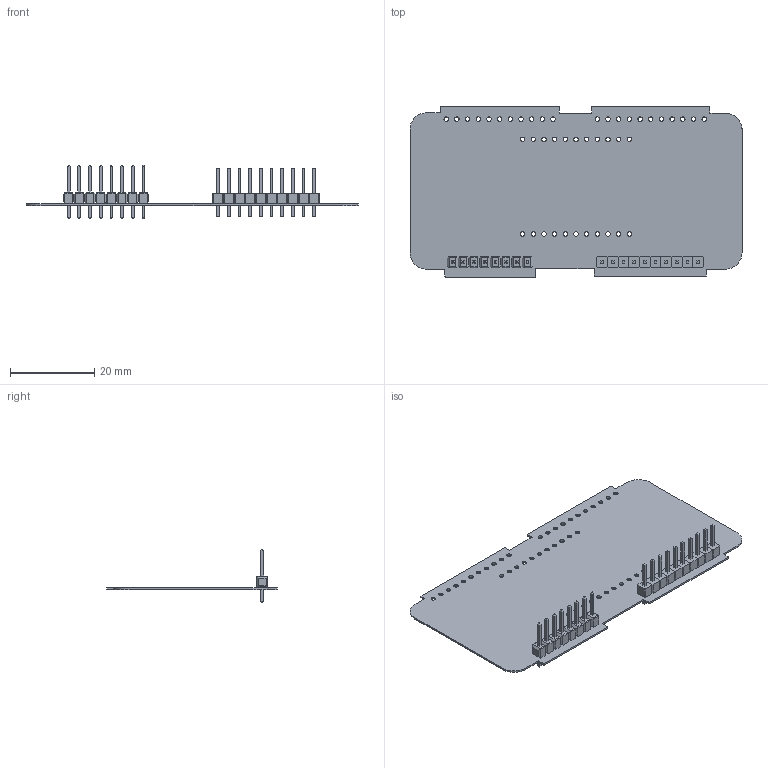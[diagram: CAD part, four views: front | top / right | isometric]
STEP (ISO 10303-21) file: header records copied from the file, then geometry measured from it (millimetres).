
FILE_DESCRIPTION(('Open CASCADE Model'),'2;1');
FILE_NAME('Open CASCADE Shape Model','2025-08-26T21:37:15',('Author'),( 'Open CASCADE'),'Open CASCADE STEP processor 7.5','Open CASCADE 7.5' ,'Unknown');
FILE_SCHEMA(('AUTOMOTIVE_DESIGN { 1 0 10303 214 1 1 1 1 }'));
Length unit declared in the file: millimetre
Products named in the file (9): PCB; Board; Open CASCADE STEP translator 7.5 1.1.1; CON2; User Library-PLS-10 (1); CON1; User Library-1x8 TH Pitch 2_54mm; holder; pin
Assembly tree (15 placements, depth 4):
  PCB
    Board
      Open CASCADE STEP translator 7.5 1.1.1
    CON2
      User Library-PLS-10 (1)
    CON1
      User Library-1x8 TH Pitch 2_54mm
        holder
        pin  x8
Bounding box: 78.94 x 40.46 x 12.7 mm (x, y, z)
Volume: 1608.2 mm3; surface area: 7533.4 mm2
Topology: 30 solids, 30 shells, 676 faces, 1676 edges, 1060 vertices
Faces by surface type: plane 587, cylinder 89
Full cylindrical faces by diameter (mm): 0.9 x18, 1.05 x44
Entity records: 19124 total; most frequent: CARTESIAN_POINT 3214, ORIENTED_EDGE 2960, DIRECTION 2750, EDGE_CURVE 1480, LINE 1270, VECTOR 1270, VERTEX_POINT 948, AXIS2_PLACEMENT_3D 740
